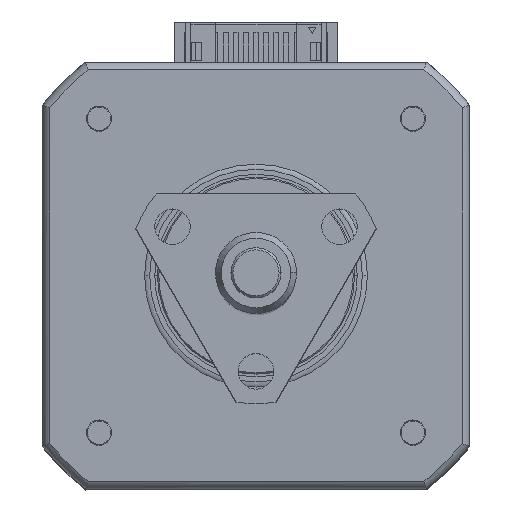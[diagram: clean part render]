
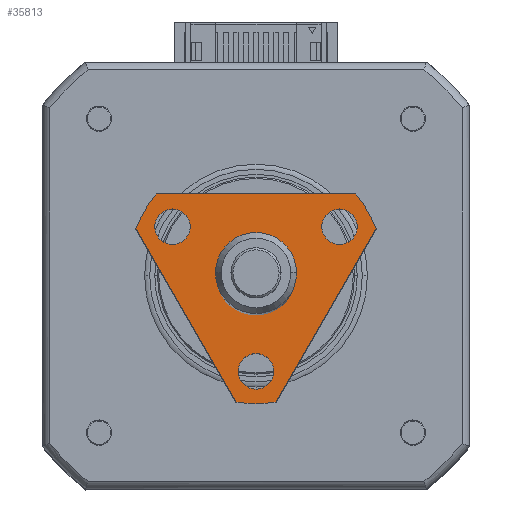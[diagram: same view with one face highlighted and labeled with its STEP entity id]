
A CAD part, top view. The second image highlights one B-rep face of the part: STEP entity #35813.
In plain terms, the highlighted planar face has unit normal (0, 0, 1).
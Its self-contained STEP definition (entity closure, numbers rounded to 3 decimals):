
#684 = ORIENTED_EDGE ( 'NONE', *, *, #15901, .T. ) ;
#1256 = VERTEX_POINT ( 'NONE', #11229 ) ;
#1728 = ORIENTED_EDGE ( 'NONE', *, *, #13729, .F. ) ;
#2493 = CARTESIAN_POINT ( 'NONE',  ( -4.762, 8.249, 34. ) ) ;
#2995 = CARTESIAN_POINT ( 'NONE',  ( -6.512, 8.249, 34. ) ) ;
#3522 = ORIENTED_EDGE ( 'NONE', *, *, #22945, .F. ) ;
#3754 = DIRECTION ( 'NONE',  ( 0., 0., -1. ) ) ;
#4020 = CARTESIAN_POINT ( 'NONE',  ( -4.762, 8.249, 34. ) ) ;
#4099 = EDGE_CURVE ( 'NONE', #19513, #23758, #18876, .T. ) ;
#4464 = CARTESIAN_POINT ( 'NONE',  ( -3.012, 8.249, 34. ) ) ;
#4991 = AXIS2_PLACEMENT_3D ( 'NONE', #6561, #20215, #6315 ) ;
#5023 = VERTEX_POINT ( 'NONE', #12756 ) ;
#5155 = VERTEX_POINT ( 'NONE', #26993 ) ;
#5177 = DIRECTION ( 'NONE',  ( 0., 0., -1. ) ) ;
#5537 = VERTEX_POINT ( 'NONE', #2995 ) ;
#5570 = FACE_BOUND ( 'NONE', #21797, .T. ) ;
#6136 = ORIENTED_EDGE ( 'NONE', *, *, #11407, .F. ) ;
#6244 = ORIENTED_EDGE ( 'NONE', *, *, #15058, .F. ) ;
#6315 = DIRECTION ( 'NONE',  ( 1., 0., 0. ) ) ;
#6322 = LINE ( 'NONE', #20995, #23345 ) ;
#6561 = CARTESIAN_POINT ( 'NONE',  ( 0., 0., 34. ) ) ;
#6913 = VECTOR ( 'NONE', #21992, 1000. ) ;
#7116 = PLANE ( 'NONE',  #31676 ) ;
#7761 = FACE_BOUND ( 'NONE', #31254, .T. ) ;
#7875 = VERTEX_POINT ( 'NONE', #35817 ) ;
#7886 = DIRECTION ( 'NONE',  ( 1., 0., 0. ) ) ;
#7964 = CARTESIAN_POINT ( 'NONE',  ( 0., 0., 34. ) ) ;
#8852 = CARTESIAN_POINT ( 'NONE',  ( 9.525, 0., 34. ) ) ;
#9572 = CARTESIAN_POINT ( 'NONE',  ( 0., 0., 34. ) ) ;
#9611 = EDGE_CURVE ( 'NONE', #30988, #19513, #6322, .T. ) ;
#9954 = CIRCLE ( 'NONE', #23632, 1.75 ) ;
#10267 = ORIENTED_EDGE ( 'NONE', *, *, #17694, .T. ) ;
#10461 = CIRCLE ( 'NONE', #19020, 3. ) ;
#10809 = CARTESIAN_POINT ( 'NONE',  ( 0., 0., 34. ) ) ;
#11119 = DIRECTION ( 'NONE',  ( 1., 0., 0. ) ) ;
#11169 = VERTEX_POINT ( 'NONE', #23433 ) ;
#11229 = CARTESIAN_POINT ( 'NONE',  ( -3.012, -8.249, 34. ) ) ;
#11247 = FACE_BOUND ( 'NONE', #21777, .T. ) ;
#11407 = EDGE_CURVE ( 'NONE', #23758, #7875, #12395, .T. ) ;
#11488 = CIRCLE ( 'NONE', #17067, 12.7 ) ;
#11531 = DIRECTION ( 'NONE',  ( 1., 0., 0. ) ) ;
#11653 = DIRECTION ( 'NONE',  ( -1., 0., 0. ) ) ;
#11686 = CARTESIAN_POINT ( 'NONE',  ( 0., 0., 34. ) ) ;
#11710 = AXIS2_PLACEMENT_3D ( 'NONE', #29212, #31989, #29469 ) ;
#12395 = LINE ( 'NONE', #29640, #24592 ) ;
#12756 = CARTESIAN_POINT ( 'NONE',  ( -6.512, -8.249, 34. ) ) ;
#13693 = AXIS2_PLACEMENT_3D ( 'NONE', #2493, #25255, #24781 ) ;
#13729 = EDGE_CURVE ( 'NONE', #5155, #24174, #15735, .T. ) ;
#13846 = CIRCLE ( 'NONE', #13693, 1.75 ) ;
#13929 = DIRECTION ( 'NONE',  ( 0., 0., -1. ) ) ;
#14255 = EDGE_CURVE ( 'NONE', #24174, #5155, #10461, .T. ) ;
#14405 = VERTEX_POINT ( 'NONE', #14445 ) ;
#14437 = DIRECTION ( 'NONE',  ( 0., 0., -1. ) ) ;
#14445 = CARTESIAN_POINT ( 'NONE',  ( 7.775, 0., 34. ) ) ;
#15058 = EDGE_CURVE ( 'NONE', #11169, #25642, #16930, .T. ) ;
#15280 = AXIS2_PLACEMENT_3D ( 'NONE', #30952, #14437, #31199 ) ;
#15291 = AXIS2_PLACEMENT_3D ( 'NONE', #11686, #28621, #22883 ) ;
#15735 = CIRCLE ( 'NONE', #15291, 3. ) ;
#15901 = EDGE_CURVE ( 'NONE', #5537, #26738, #13846, .T. ) ;
#15919 = CIRCLE ( 'NONE', #23370, 12.7 ) ;
#16693 = CARTESIAN_POINT ( 'NONE',  ( 12.542, -1.996, 34. ) ) ;
#16930 = LINE ( 'NONE', #22226, #6913 ) ;
#17067 = AXIS2_PLACEMENT_3D ( 'NONE', #21901, #5177, #7886 ) ;
#17285 = CIRCLE ( 'NONE', #24288, 1.75 ) ;
#17694 = EDGE_CURVE ( 'NONE', #14405, #25401, #22818, .T. ) ;
#17964 = EDGE_CURVE ( 'NONE', #7875, #11169, #11488, .T. ) ;
#18390 = ORIENTED_EDGE ( 'NONE', *, *, #4099, .F. ) ;
#18662 = CIRCLE ( 'NONE', #23553, 1.75 ) ;
#18876 = CIRCLE ( 'NONE', #34354, 12.7 ) ;
#19020 = AXIS2_PLACEMENT_3D ( 'NONE', #10809, #33173, #30274 ) ;
#19513 = VERTEX_POINT ( 'NONE', #21705 ) ;
#20041 = ORIENTED_EDGE ( 'NONE', *, *, #35695, .T. ) ;
#20045 = CARTESIAN_POINT ( 'NONE',  ( 0., 0., 34. ) ) ;
#20215 = DIRECTION ( 'NONE',  ( 0., 0., -1. ) ) ;
#20995 = CARTESIAN_POINT ( 'NONE',  ( 16., 0., 34. ) ) ;
#21042 = ORIENTED_EDGE ( 'NONE', *, *, #9611, .F. ) ;
#21175 = EDGE_CURVE ( 'NONE', #5023, #1256, #31712, .T. ) ;
#21705 = CARTESIAN_POINT ( 'NONE',  ( -4.542, -11.86, 34. ) ) ;
#21777 = EDGE_LOOP ( 'NONE', ( #26435, #34441 ) ) ;
#21797 = EDGE_LOOP ( 'NONE', ( #10267, #20041 ) ) ;
#21901 = CARTESIAN_POINT ( 'NONE',  ( 0., 0., 34. ) ) ;
#21992 = DIRECTION ( 'NONE',  ( 0.866, -0.5, 0. ) ) ;
#22226 = CARTESIAN_POINT ( 'NONE',  ( -8., 13.856, 34. ) ) ;
#22379 = DIRECTION ( 'NONE',  ( 0., 0., -1. ) ) ;
#22575 = FACE_OUTER_BOUND ( 'NONE', #30778, .T. ) ;
#22818 = CIRCLE ( 'NONE', #11710, 1.75 ) ;
#22883 = DIRECTION ( 'NONE',  ( 1., 0., 0. ) ) ;
#22945 = EDGE_CURVE ( 'NONE', #25642, #27884, #27641, .T. ) ;
#23345 = VECTOR ( 'NONE', #32402, 1000. ) ;
#23357 = CARTESIAN_POINT ( 'NONE',  ( 11.275, 0., 34. ) ) ;
#23370 = AXIS2_PLACEMENT_3D ( 'NONE', #20045, #22379, #11531 ) ;
#23433 = CARTESIAN_POINT ( 'NONE',  ( -4.542, 11.86, 34. ) ) ;
#23453 = CARTESIAN_POINT ( 'NONE',  ( 12.7, 0., 34. ) ) ;
#23553 = AXIS2_PLACEMENT_3D ( 'NONE', #8852, #28582, #11653 ) ;
#23632 = AXIS2_PLACEMENT_3D ( 'NONE', #4020, #26523, #29175 ) ;
#23758 = VERTEX_POINT ( 'NONE', #28607 ) ;
#24174 = VERTEX_POINT ( 'NONE', #24688 ) ;
#24288 = AXIS2_PLACEMENT_3D ( 'NONE', #29034, #3754, #34465 ) ;
#24353 = ORIENTED_EDGE ( 'NONE', *, *, #14255, .F. ) ;
#24572 = CARTESIAN_POINT ( 'NONE',  ( 12.542, 1.996, 34. ) ) ;
#24592 = VECTOR ( 'NONE', #27092, 1000. ) ;
#24688 = CARTESIAN_POINT ( 'NONE',  ( 3., 0., 34. ) ) ;
#24781 = DIRECTION ( 'NONE',  ( -1., 0., 0. ) ) ;
#25255 = DIRECTION ( 'NONE',  ( 0., 0., -1. ) ) ;
#25401 = VERTEX_POINT ( 'NONE', #23357 ) ;
#25642 = VERTEX_POINT ( 'NONE', #24572 ) ;
#26258 = DIRECTION ( 'NONE',  ( -1., 0., 0. ) ) ;
#26435 = ORIENTED_EDGE ( 'NONE', *, *, #21175, .T. ) ;
#26523 = DIRECTION ( 'NONE',  ( 0., 0., -1. ) ) ;
#26738 = VERTEX_POINT ( 'NONE', #4464 ) ;
#26993 = CARTESIAN_POINT ( 'NONE',  ( -3., 0., 34. ) ) ;
#27092 = DIRECTION ( 'NONE',  ( 0., 1., 0. ) ) ;
#27641 = CIRCLE ( 'NONE', #4991, 12.7 ) ;
#27884 = VERTEX_POINT ( 'NONE', #23453 ) ;
#28523 = EDGE_LOOP ( 'NONE', ( #24353, #1728 ) ) ;
#28582 = DIRECTION ( 'NONE',  ( 0., 0., -1. ) ) ;
#28607 = CARTESIAN_POINT ( 'NONE',  ( -8., -9.864, 34. ) ) ;
#28621 = DIRECTION ( 'NONE',  ( 0., 0., 1. ) ) ;
#29034 = CARTESIAN_POINT ( 'NONE',  ( -4.762, -8.249, 34. ) ) ;
#29107 = FACE_BOUND ( 'NONE', #28523, .T. ) ;
#29175 = DIRECTION ( 'NONE',  ( -1., 0., 0. ) ) ;
#29212 = CARTESIAN_POINT ( 'NONE',  ( 9.525, 0., 34. ) ) ;
#29469 = DIRECTION ( 'NONE',  ( -1., 0., 0. ) ) ;
#29640 = CARTESIAN_POINT ( 'NONE',  ( -8., -13.856, 34. ) ) ;
#29973 = ORIENTED_EDGE ( 'NONE', *, *, #33453, .T. ) ;
#30274 = DIRECTION ( 'NONE',  ( 1., 0., 0. ) ) ;
#30338 = EDGE_CURVE ( 'NONE', #1256, #5023, #17285, .T. ) ;
#30778 = EDGE_LOOP ( 'NONE', ( #6244, #33456, #6136, #18390, #21042, #34953, #3522 ) ) ;
#30952 = CARTESIAN_POINT ( 'NONE',  ( -4.762, -8.249, 34. ) ) ;
#30988 = VERTEX_POINT ( 'NONE', #16693 ) ;
#31199 = DIRECTION ( 'NONE',  ( -1., 0., 0. ) ) ;
#31254 = EDGE_LOOP ( 'NONE', ( #684, #29973 ) ) ;
#31676 = AXIS2_PLACEMENT_3D ( 'NONE', #9572, #31939, #26258 ) ;
#31712 = CIRCLE ( 'NONE', #15280, 1.75 ) ;
#31820 = EDGE_CURVE ( 'NONE', #27884, #30988, #15919, .T. ) ;
#31939 = DIRECTION ( 'NONE',  ( 0., 0., -1. ) ) ;
#31989 = DIRECTION ( 'NONE',  ( 0., 0., -1. ) ) ;
#32402 = DIRECTION ( 'NONE',  ( -0.866, -0.5, 0. ) ) ;
#33173 = DIRECTION ( 'NONE',  ( 0., 0., 1. ) ) ;
#33453 = EDGE_CURVE ( 'NONE', #26738, #5537, #9954, .T. ) ;
#33456 = ORIENTED_EDGE ( 'NONE', *, *, #17964, .F. ) ;
#34354 = AXIS2_PLACEMENT_3D ( 'NONE', #7964, #13929, #11119 ) ;
#34441 = ORIENTED_EDGE ( 'NONE', *, *, #30338, .T. ) ;
#34465 = DIRECTION ( 'NONE',  ( -1., 0., 0. ) ) ;
#34953 = ORIENTED_EDGE ( 'NONE', *, *, #31820, .F. ) ;
#35695 = EDGE_CURVE ( 'NONE', #25401, #14405, #18662, .T. ) ;
#35813 = ADVANCED_FACE ( 'NONE', ( #29107, #11247, #5570, #7761, #22575 ), #7116, .F. ) ;
#35817 = CARTESIAN_POINT ( 'NONE',  ( -8., 9.864, 34. ) ) ;
